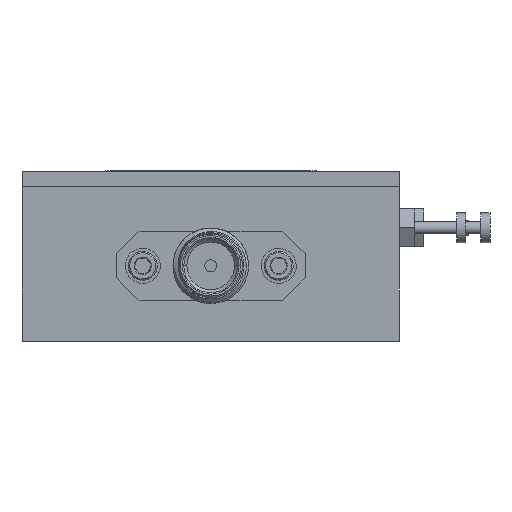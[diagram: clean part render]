
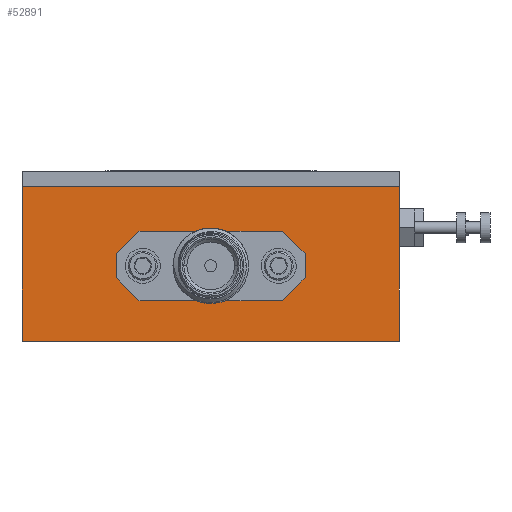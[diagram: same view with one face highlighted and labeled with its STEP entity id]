
A CAD part, left-side view. The second image highlights one B-rep face of the part: STEP entity #52891.
In plain terms, the highlighted planar face has unit normal (-1, 0, 0).
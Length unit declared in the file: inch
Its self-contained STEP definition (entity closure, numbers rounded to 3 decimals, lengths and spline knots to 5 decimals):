
#164 = VECTOR ( 'NONE', #33585, 39.37008 ) ;
#1566 = VECTOR ( 'NONE', #26168, 39.37008 ) ;
#3711 = ORIENTED_EDGE ( 'NONE', *, *, #33949, .F. ) ;
#6857 = LINE ( 'NONE', #38925, #32690 ) ;
#7076 = ORIENTED_EDGE ( 'NONE', *, *, #49054, .F. ) ;
#8584 = VERTEX_POINT ( 'NONE', #51775 ) ;
#9417 = EDGE_CURVE ( 'NONE', #8584, #20162, #38999, .T. ) ;
#10019 = CARTESIAN_POINT ( 'NONE',  ( -0.625, -0.3125, -0.0715 ) ) ;
#10353 = DIRECTION ( 'NONE',  ( 0., 0., 1. ) ) ;
#10393 = CARTESIAN_POINT ( 'NONE',  ( -0.625, 0.2375, 0.0835 ) ) ;
#10473 = ORIENTED_EDGE ( 'NONE', *, *, #64155, .T. ) ;
#10594 = VECTOR ( 'NONE', #12964, 39.37008 ) ;
#12325 = EDGE_CURVE ( 'NONE', #63772, #65753, #61972, .T. ) ;
#12428 = EDGE_LOOP ( 'NONE', ( #46948, #10473, #46325, #7076 ) ) ;
#12964 = DIRECTION ( 'NONE',  ( 0., 0.707, 0.707 ) ) ;
#14390 = DIRECTION ( 'NONE',  ( 1., 0., 0. ) ) ;
#15363 = LINE ( 'NONE', #35631, #1566 ) ;
#15972 = CARTESIAN_POINT ( 'NONE',  ( -0.625, 0.2375, -0.1465 ) ) ;
#16622 = EDGE_CURVE ( 'NONE', #62531, #30546, #63635, .T. ) ;
#17379 = VECTOR ( 'NONE', #18824, 39.37008 ) ;
#17711 = CARTESIAN_POINT ( 'NONE',  ( -0.625, 0.17625, -0.20775 ) ) ;
#18637 = DIRECTION ( 'NONE',  ( 0., 1., 0. ) ) ;
#18824 = DIRECTION ( 'NONE',  ( 0., -1., 0. ) ) ;
#19450 = CARTESIAN_POINT ( 'NONE',  ( -0.625, -0.625, 0.2815 ) ) ;
#19495 = CARTESIAN_POINT ( 'NONE',  ( -0.625, -0.2375, 0.0835 ) ) ;
#20130 = ORIENTED_EDGE ( 'NONE', *, *, #40307, .F. ) ;
#20162 = VERTEX_POINT ( 'NONE', #10393 ) ;
#21132 = LINE ( 'NONE', #49246, #17379 ) ;
#22442 = VECTOR ( 'NONE', #59337, 39.37008 ) ;
#23005 = CARTESIAN_POINT ( 'NONE',  ( -0.625, -0.17625, -0.20775 ) ) ;
#23215 = LINE ( 'NONE', #43174, #22442 ) ;
#25548 = LINE ( 'NONE', #46506, #42239 ) ;
#26168 = DIRECTION ( 'NONE',  ( 0., 0., -1. ) ) ;
#26170 = DIRECTION ( 'NONE',  ( 0., -1., 0. ) ) ;
#27540 = VECTOR ( 'NONE', #26170, 39.37008 ) ;
#28070 = LINE ( 'NONE', #23005, #30946 ) ;
#29228 = EDGE_LOOP ( 'NONE', ( #32600, #59038, #52075, #20130, #49899, #49070, #58222, #3711 ) ) ;
#30299 = DIRECTION ( 'NONE',  ( 0., -0.707, -0.707 ) ) ;
#30546 = VERTEX_POINT ( 'NONE', #30966 ) ;
#30573 = CARTESIAN_POINT ( 'NONE',  ( -0.625, -0.625, 0.2315 ) ) ;
#30946 = VECTOR ( 'NONE', #42639, 39.37008 ) ;
#30966 = CARTESIAN_POINT ( 'NONE',  ( -0.625, 0.3125, -0.0715 ) ) ;
#31533 = CARTESIAN_POINT ( 'NONE',  ( -0.625, 0.625, 0.2315 ) ) ;
#32600 = ORIENTED_EDGE ( 'NONE', *, *, #61015, .T. ) ;
#32690 = VECTOR ( 'NONE', #18637, 39.37008 ) ;
#33548 = CARTESIAN_POINT ( 'NONE',  ( -0.625, -0.3125, 0.0085 ) ) ;
#33585 = DIRECTION ( 'NONE',  ( 0., -1., 0. ) ) ;
#33917 = LINE ( 'NONE', #34568, #164 ) ;
#33923 = DIRECTION ( 'NONE',  ( 0., -0.707, 0.707 ) ) ;
#33949 = EDGE_CURVE ( 'NONE', #64256, #66526, #25548, .T. ) ;
#34568 = CARTESIAN_POINT ( 'NONE',  ( -0.625, -0.3125, -0.1465 ) ) ;
#35631 = CARTESIAN_POINT ( 'NONE',  ( -0.625, 0.3125, 0.0835 ) ) ;
#35975 = DIRECTION ( 'NONE',  ( 0., 0., -1. ) ) ;
#36286 = VERTEX_POINT ( 'NONE', #39197 ) ;
#36312 = LINE ( 'NONE', #66691, #60404 ) ;
#36746 = EDGE_CURVE ( 'NONE', #48584, #66526, #61039, .T. ) ;
#37518 = CARTESIAN_POINT ( 'NONE',  ( -0.625, -0.2375, -0.1465 ) ) ;
#38925 = CARTESIAN_POINT ( 'NONE',  ( -0.625, -0.3125, 0.0835 ) ) ;
#38999 = LINE ( 'NONE', #59576, #55585 ) ;
#39197 = CARTESIAN_POINT ( 'NONE',  ( -0.625, 0.625, -0.2815 ) ) ;
#40307 = EDGE_CURVE ( 'NONE', #8584, #30546, #15363, .T. ) ;
#41216 = AXIS2_PLACEMENT_3D ( 'NONE', #19450, #14390, #44143 ) ;
#42239 = VECTOR ( 'NONE', #10353, 39.37008 ) ;
#42639 = DIRECTION ( 'NONE',  ( 0., 0.707, -0.707 ) ) ;
#43174 = CARTESIAN_POINT ( 'NONE',  ( -0.625, 0.625, 0.2815 ) ) ;
#44143 = DIRECTION ( 'NONE',  ( 0., 1., 0. ) ) ;
#44409 = CARTESIAN_POINT ( 'NONE',  ( -0.625, -0.625, -0.2815 ) ) ;
#44535 = VERTEX_POINT ( 'NONE', #37518 ) ;
#46325 = ORIENTED_EDGE ( 'NONE', *, *, #48462, .T. ) ;
#46506 = CARTESIAN_POINT ( 'NONE',  ( -0.625, -0.3125, 0.0835 ) ) ;
#46686 = CARTESIAN_POINT ( 'NONE',  ( -0.625, -0.625, 0.2315 ) ) ;
#46948 = ORIENTED_EDGE ( 'NONE', *, *, #12325, .F. ) ;
#48462 = EDGE_CURVE ( 'NONE', #36286, #54477, #21132, .T. ) ;
#48584 = VERTEX_POINT ( 'NONE', #19495 ) ;
#49054 = EDGE_CURVE ( 'NONE', #65753, #54477, #36312, .T. ) ;
#49070 = ORIENTED_EDGE ( 'NONE', *, *, #54755, .F. ) ;
#49246 = CARTESIAN_POINT ( 'NONE',  ( -0.625, -0.625, -0.2815 ) ) ;
#49899 = ORIENTED_EDGE ( 'NONE', *, *, #9417, .T. ) ;
#50205 = FACE_BOUND ( 'NONE', #29228, .T. ) ;
#50999 = VECTOR ( 'NONE', #30299, 39.37008 ) ;
#51775 = CARTESIAN_POINT ( 'NONE',  ( -0.625, 0.3125, 0.0085 ) ) ;
#52075 = ORIENTED_EDGE ( 'NONE', *, *, #16622, .T. ) ;
#52207 = EDGE_CURVE ( 'NONE', #62531, #44535, #33917, .T. ) ;
#52891 = ADVANCED_FACE ( 'NONE', ( #55928, #50205 ), #65719, .F. ) ;
#54477 = VERTEX_POINT ( 'NONE', #44409 ) ;
#54755 = EDGE_CURVE ( 'NONE', #48584, #20162, #6857, .T. ) ;
#55585 = VECTOR ( 'NONE', #33923, 39.37008 ) ;
#55928 = FACE_OUTER_BOUND ( 'NONE', #12428, .T. ) ;
#55966 = CARTESIAN_POINT ( 'NONE',  ( -0.625, -0.17625, 0.14475 ) ) ;
#58222 = ORIENTED_EDGE ( 'NONE', *, *, #36746, .T. ) ;
#59038 = ORIENTED_EDGE ( 'NONE', *, *, #52207, .F. ) ;
#59337 = DIRECTION ( 'NONE',  ( 0., 0., -1. ) ) ;
#59576 = CARTESIAN_POINT ( 'NONE',  ( -0.625, 0.17625, 0.14475 ) ) ;
#60404 = VECTOR ( 'NONE', #35975, 39.37008 ) ;
#61015 = EDGE_CURVE ( 'NONE', #64256, #44535, #28070, .T. ) ;
#61039 = LINE ( 'NONE', #55966, #50999 ) ;
#61972 = LINE ( 'NONE', #30573, #27540 ) ;
#62531 = VERTEX_POINT ( 'NONE', #15972 ) ;
#63635 = LINE ( 'NONE', #17711, #10594 ) ;
#63772 = VERTEX_POINT ( 'NONE', #31533 ) ;
#64155 = EDGE_CURVE ( 'NONE', #63772, #36286, #23215, .T. ) ;
#64256 = VERTEX_POINT ( 'NONE', #10019 ) ;
#65719 = PLANE ( 'NONE',  #41216 ) ;
#65753 = VERTEX_POINT ( 'NONE', #46686 ) ;
#66526 = VERTEX_POINT ( 'NONE', #33548 ) ;
#66691 = CARTESIAN_POINT ( 'NONE',  ( -0.625, -0.625, 0.2815 ) ) ;
